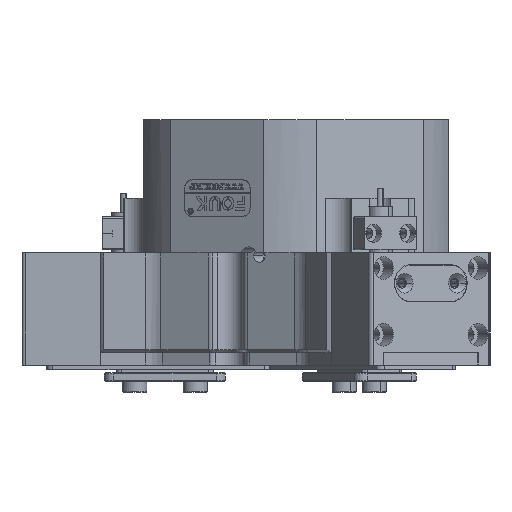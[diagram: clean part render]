
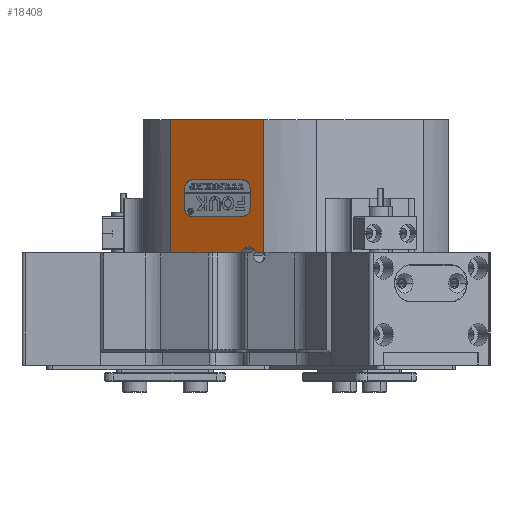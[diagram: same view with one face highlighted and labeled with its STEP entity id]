
A CAD part, front view. The second image highlights one B-rep face of the part: STEP entity #18408.
In plain terms, the highlighted planar face has unit normal (-0.5, -0.866, 0).
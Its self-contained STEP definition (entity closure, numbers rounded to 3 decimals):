
#418 = CARTESIAN_POINT ( 'NONE',  ( -43.555, -37.603, 151.569 ) ) ;
#482 = DIRECTION ( 'NONE',  ( 0.5, 0.866, 0. ) ) ;
#511 = EDGE_CURVE ( 'NONE', #22075, #48166, #976, .T. ) ;
#528 = EDGE_LOOP ( 'NONE', ( #21157, #34493, #24280, #36288, #48748, #43197 ) ) ;
#610 = DIRECTION ( 'NONE',  ( -0.5, -0.866, 0. ) ) ;
#976 = LINE ( 'NONE', #4479, #49307 ) ;
#1203 = LINE ( 'NONE', #47706, #4501 ) ;
#1716 = VERTEX_POINT ( 'NONE', #48002 ) ;
#1813 = DIRECTION ( 'NONE',  ( 0., 0., -1. ) ) ;
#2317 = DIRECTION ( 'NONE',  ( -0.866, 0.5, 0. ) ) ;
#2866 = VECTOR ( 'NONE', #35566, 1000. ) ;
#3202 = DIRECTION ( 'NONE',  ( 0., 0., 1. ) ) ;
#3588 = VERTEX_POINT ( 'NONE', #418 ) ;
#3830 = VERTEX_POINT ( 'NONE', #24023 ) ;
#4010 = CARTESIAN_POINT ( 'NONE',  ( -43.555, -37.603, 142.369 ) ) ;
#4479 = CARTESIAN_POINT ( 'NONE',  ( -43.555, -37.603, 139.369 ) ) ;
#4501 = VECTOR ( 'NONE', #1813, 1000. ) ;
#4568 = VECTOR ( 'NONE', #3202, 1000. ) ;
#5293 = DIRECTION ( 'NONE',  ( -0.866, 0.5, 0. ) ) ;
#5572 = ORIENTED_EDGE ( 'NONE', *, *, #48766, .F. ) ;
#7845 = DIRECTION ( 'NONE',  ( -0.866, 0.5, 0. ) ) ;
#7921 = AXIS2_PLACEMENT_3D ( 'NONE', #4010, #33928, #9071 ) ;
#9071 = DIRECTION ( 'NONE',  ( 0.866, -0.5, 0. ) ) ;
#9529 = AXIS2_PLACEMENT_3D ( 'NONE', #40026, #14693, #18419 ) ;
#9630 = AXIS2_PLACEMENT_3D ( 'NONE', #43155, #610, #42807 ) ;
#9976 = DIRECTION ( 'NONE',  ( -0.5, -0.866, 0. ) ) ;
#10365 = CARTESIAN_POINT ( 'NONE',  ( -43.555, -37.603, 139.369 ) ) ;
#11099 = CARTESIAN_POINT ( 'NONE',  ( -50.612, -33.529, 171.369 ) ) ;
#11239 = FACE_OUTER_BOUND ( 'NONE', #528, .T. ) ;
#11399 = LINE ( 'NONE', #52828, #15345 ) ;
#12042 = EDGE_CURVE ( 'NONE', #20883, #44532, #36289, .T. ) ;
#12107 = EDGE_CURVE ( 'NONE', #53924, #17136, #42962, .T. ) ;
#12717 = VECTOR ( 'NONE', #2317, 1000. ) ;
#14475 = CIRCLE ( 'NONE', #9529, 3. ) ;
#14693 = DIRECTION ( 'NONE',  ( -0.5, -0.866, 0. ) ) ;
#15162 = CARTESIAN_POINT ( 'NONE',  ( -46.153, -36.103, 148.569 ) ) ;
#15224 = FACE_BOUND ( 'NONE', #15306, .T. ) ;
#15284 = CARTESIAN_POINT ( 'NONE',  ( -13.131, -55.168, 127.369 ) ) ;
#15306 = EDGE_LOOP ( 'NONE', ( #47453, #22344, #33187, #43768, #17405, #5572, #50519, #39480 ) ) ;
#15345 = VECTOR ( 'NONE', #27409, 1000. ) ;
#15812 = VECTOR ( 'NONE', #7845, 1000. ) ;
#15869 = DIRECTION ( 'NONE',  ( 0.866, -0.5, 0. ) ) ;
#16192 = CIRCLE ( 'NONE', #46517, 3. ) ;
#16490 = CIRCLE ( 'NONE', #41357, 3. ) ;
#16858 = EDGE_CURVE ( 'NONE', #1716, #28079, #25343, .T. ) ;
#17007 = EDGE_CURVE ( 'NONE', #3830, #3588, #11399, .T. ) ;
#17136 = VERTEX_POINT ( 'NONE', #47194 ) ;
#17405 = ORIENTED_EDGE ( 'NONE', *, *, #511, .F. ) ;
#18408 = ADVANCED_FACE ( 'NONE', ( #15224, #11239 ), #38568, .F. ) ;
#18419 = DIRECTION ( 'NONE',  ( -0.866, 0.5, 0. ) ) ;
#19557 = EDGE_CURVE ( 'NONE', #28079, #29980, #1203, .T. ) ;
#20637 = CARTESIAN_POINT ( 'NONE',  ( -26.928, -47.203, 139.369 ) ) ;
#20883 = VERTEX_POINT ( 'NONE', #45322 ) ;
#21157 = ORIENTED_EDGE ( 'NONE', *, *, #43422, .F. ) ;
#21819 = EDGE_CURVE ( 'NONE', #17136, #3830, #14475, .T. ) ;
#22075 = VERTEX_POINT ( 'NONE', #10365 ) ;
#22180 = CARTESIAN_POINT ( 'NONE',  ( -24.849, -48.403, 126.369 ) ) ;
#22344 = ORIENTED_EDGE ( 'NONE', *, *, #21819, .F. ) ;
#22851 = VECTOR ( 'NONE', #28102, 1000. ) ;
#23132 = CARTESIAN_POINT ( 'NONE',  ( -22.4, -49.817, 127.369 ) ) ;
#24023 = CARTESIAN_POINT ( 'NONE',  ( -26.928, -47.203, 151.569 ) ) ;
#24280 = ORIENTED_EDGE ( 'NONE', *, *, #12042, .F. ) ;
#24455 = DIRECTION ( 'NONE',  ( 0., 0., -1. ) ) ;
#25343 = LINE ( 'NONE', #30913, #2866 ) ;
#26693 = EDGE_CURVE ( 'NONE', #44532, #42883, #16192, .T. ) ;
#27409 = DIRECTION ( 'NONE',  ( -0.866, 0.5, 0. ) ) ;
#28079 = VERTEX_POINT ( 'NONE', #11099 ) ;
#28102 = DIRECTION ( 'NONE',  ( 0., 0., 1. ) ) ;
#28481 = CARTESIAN_POINT ( 'NONE',  ( -24.33, -48.703, 148.569 ) ) ;
#29216 = LINE ( 'NONE', #15284, #12717 ) ;
#29568 = EDGE_CURVE ( 'NONE', #48166, #53924, #16490, .T. ) ;
#29980 = VERTEX_POINT ( 'NONE', #33144 ) ;
#30550 = CARTESIAN_POINT ( 'NONE',  ( -8.615, -57.776, 177.369 ) ) ;
#30913 = CARTESIAN_POINT ( 'NONE',  ( -35.242, -42.403, 171.369 ) ) ;
#30989 = DIRECTION ( 'NONE',  ( 0.866, -0.5, 0. ) ) ;
#32259 = CARTESIAN_POINT ( 'NONE',  ( -46.153, -36.103, 142.369 ) ) ;
#33102 = CARTESIAN_POINT ( 'NONE',  ( -13.131, -55.168, 127.369 ) ) ;
#33144 = CARTESIAN_POINT ( 'NONE',  ( -50.612, -33.529, 127.369 ) ) ;
#33187 = ORIENTED_EDGE ( 'NONE', *, *, #12107, .F. ) ;
#33928 = DIRECTION ( 'NONE',  ( -0.5, -0.866, 0. ) ) ;
#34493 = ORIENTED_EDGE ( 'NONE', *, *, #26693, .F. ) ;
#35566 = DIRECTION ( 'NONE',  ( -0.866, 0.5, 0. ) ) ;
#36288 = ORIENTED_EDGE ( 'NONE', *, *, #40337, .T. ) ;
#36289 = LINE ( 'NONE', #33102, #15812 ) ;
#36328 = AXIS2_PLACEMENT_3D ( 'NONE', #30550, #482, #5293 ) ;
#36720 = VERTEX_POINT ( 'NONE', #32259 ) ;
#38063 = LINE ( 'NONE', #43904, #22851 ) ;
#38235 = CARTESIAN_POINT ( 'NONE',  ( -24.33, -48.703, 142.369 ) ) ;
#38568 = PLANE ( 'NONE',  #36328 ) ;
#38760 = VERTEX_POINT ( 'NONE', #15162 ) ;
#39480 = ORIENTED_EDGE ( 'NONE', *, *, #44384, .F. ) ;
#40026 = CARTESIAN_POINT ( 'NONE',  ( -26.928, -47.203, 148.569 ) ) ;
#40337 = EDGE_CURVE ( 'NONE', #20883, #1716, #38063, .T. ) ;
#40584 = VECTOR ( 'NONE', #24455, 1000. ) ;
#41357 = AXIS2_PLACEMENT_3D ( 'NONE', #54356, #41741, #15869 ) ;
#41741 = DIRECTION ( 'NONE',  ( -0.5, -0.866, 0. ) ) ;
#42278 = CIRCLE ( 'NONE', #9630, 3. ) ;
#42807 = DIRECTION ( 'NONE',  ( 0.866, -0.5, 0. ) ) ;
#42883 = VERTEX_POINT ( 'NONE', #51686 ) ;
#42962 = LINE ( 'NONE', #28481, #4568 ) ;
#43155 = CARTESIAN_POINT ( 'NONE',  ( -43.555, -37.603, 148.569 ) ) ;
#43197 = ORIENTED_EDGE ( 'NONE', *, *, #19557, .T. ) ;
#43422 = EDGE_CURVE ( 'NONE', #42883, #29980, #29216, .T. ) ;
#43768 = ORIENTED_EDGE ( 'NONE', *, *, #29568, .F. ) ;
#43904 = CARTESIAN_POINT ( 'NONE',  ( -19.871, -51.277, 94.369 ) ) ;
#44384 = EDGE_CURVE ( 'NONE', #3588, #38760, #42278, .T. ) ;
#44532 = VERTEX_POINT ( 'NONE', #23132 ) ;
#45322 = CARTESIAN_POINT ( 'NONE',  ( -19.871, -51.277, 127.369 ) ) ;
#46517 = AXIS2_PLACEMENT_3D ( 'NONE', #22180, #9976, #30989 ) ;
#47194 = CARTESIAN_POINT ( 'NONE',  ( -24.33, -48.703, 148.569 ) ) ;
#47453 = ORIENTED_EDGE ( 'NONE', *, *, #17007, .F. ) ;
#47706 = CARTESIAN_POINT ( 'NONE',  ( -50.612, -33.529, 94.369 ) ) ;
#48002 = CARTESIAN_POINT ( 'NONE',  ( -19.871, -51.277, 171.369 ) ) ;
#48166 = VERTEX_POINT ( 'NONE', #20637 ) ;
#48748 = ORIENTED_EDGE ( 'NONE', *, *, #16858, .T. ) ;
#48766 = EDGE_CURVE ( 'NONE', #36720, #22075, #53831, .T. ) ;
#48786 = EDGE_CURVE ( 'NONE', #38760, #36720, #51871, .T. ) ;
#49307 = VECTOR ( 'NONE', #50921, 1000. ) ;
#50519 = ORIENTED_EDGE ( 'NONE', *, *, #48786, .F. ) ;
#50921 = DIRECTION ( 'NONE',  ( 0.866, -0.5, 0. ) ) ;
#51686 = CARTESIAN_POINT ( 'NONE',  ( -27.299, -46.989, 127.369 ) ) ;
#51871 = LINE ( 'NONE', #53567, #40584 ) ;
#52828 = CARTESIAN_POINT ( 'NONE',  ( -43.555, -37.603, 151.569 ) ) ;
#53567 = CARTESIAN_POINT ( 'NONE',  ( -46.153, -36.103, 148.569 ) ) ;
#53831 = CIRCLE ( 'NONE', #7921, 3. ) ;
#53924 = VERTEX_POINT ( 'NONE', #38235 ) ;
#54356 = CARTESIAN_POINT ( 'NONE',  ( -26.928, -47.203, 142.369 ) ) ;
